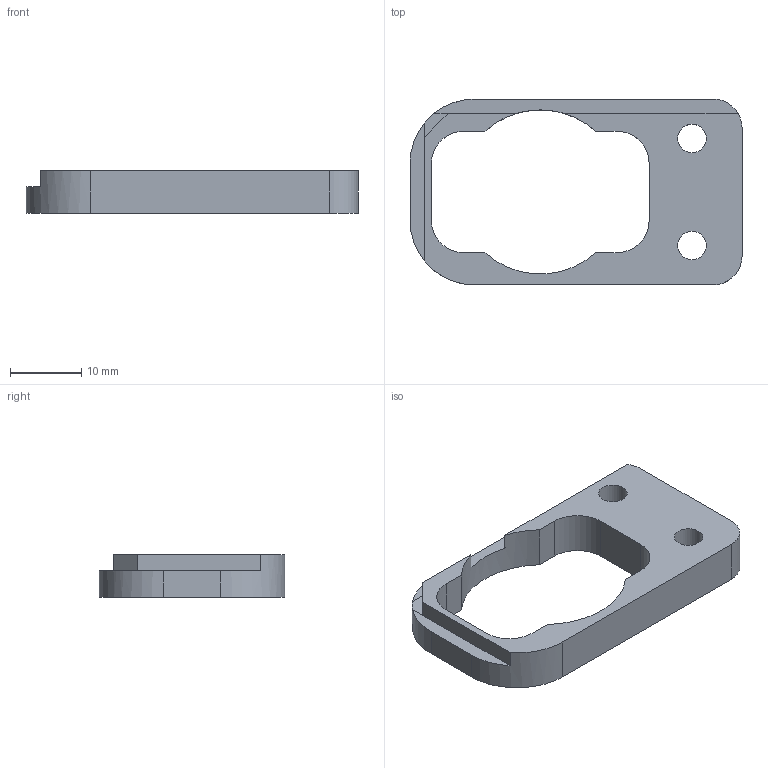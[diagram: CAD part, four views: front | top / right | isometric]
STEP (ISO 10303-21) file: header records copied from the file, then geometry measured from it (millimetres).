
FILE_DESCRIPTION(('FreeCAD Model'),'2;1');
FILE_NAME('strain-relief-lower_black_1.2.step', '2016-11-08T14:44:38',('Author'),(''), 'Open CASCADE STEP processor 6.8','FreeCAD','Unknown');
FILE_SCHEMA(('AUTOMOTIVE_DESIGN_CC2 { 1 2 10303 214 -1 1 5 4 }'));
Length unit declared in the file: millimetre
Products named in the file (2): ASSEMBLY; Chamfer
Assembly tree (1 placements, depth 2):
  ASSEMBLY
    Chamfer
Bounding box: 46.5 x 26 x 6 mm (x, y, z)
Volume: 3058.5 mm3; surface area: 2622.5 mm2
Topology: 1 solids, 1 shells, 37 faces, 98 edges, 64 vertices
Faces by surface type: plane 21, cylinder 14, cone 2
Full cylindrical faces by diameter (mm): 4 x2, 8 x2
Entity records: 2536 total; most frequent: CARTESIAN_POINT 567, DIRECTION 363, LINE 204, VECTOR 204, ORIENTED_EDGE 196, PCURVE 196, DEFINITIONAL_REPRESENTATION 196, EDGE_CURVE 98
